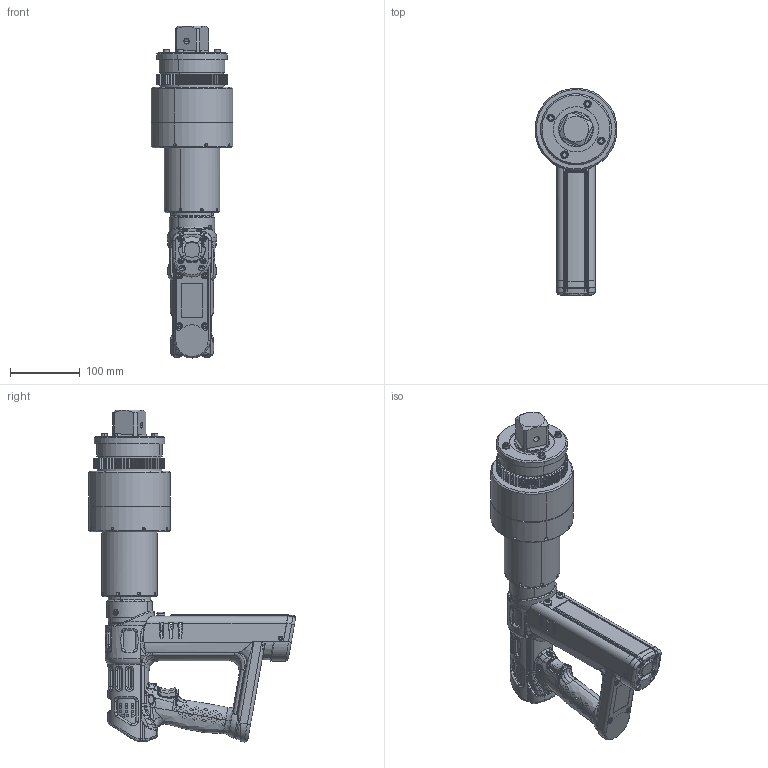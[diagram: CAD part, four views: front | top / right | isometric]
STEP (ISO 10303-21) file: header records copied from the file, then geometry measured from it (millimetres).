
FILE_DESCRIPTION((''),'2;1');
FILE_NAME('EXT_COMP_ONLY_SW0003','2020-05-03T20:47:39',('INEdipo'),(''),'CREO PARAMETRIC BY PTC INC, 2018100','CREO PARAMETRIC BY PTC INC, 2018100','');
FILE_SCHEMA(('CONFIG_CONTROL_DESIGN','SHAPE_APPEARANCE_LAYERS_GROUPS'));
Length unit declared in the file: inch
Products named in the file (1): EXT_COMP_ONLY_SW0003
Bounding box: 117.64 x 297.32 x 477.05 mm (x, y, z)
Volume: 2160584.7 mm3; surface area: 401024.4 mm2
Topology: 7 solids, 8 shells, 4449 faces, 11673 edges, 7367 vertices
Faces by surface type: cylinder 1520, plane 1275, bspline 1221, cone 245, torus 146, sphere 27, extrusion 14, revolution 1
Entity records: 228245 total; most frequent: CARTESIAN_POINT 109148, ORIENTED_EDGE 23314, DIRECTION 15685, EDGE_CURVE 11657, VERTEX_POINT 7367, AXIS2_PLACEMENT_3D 5865, B_SPLINE_CURVE_WITH_KNOTS 5081, EDGE_LOOP 4796
